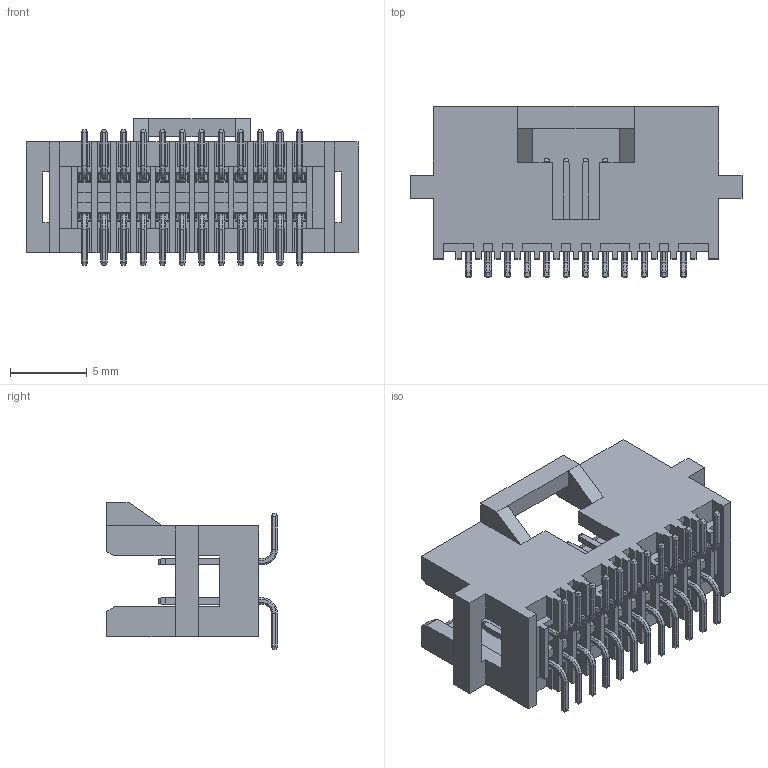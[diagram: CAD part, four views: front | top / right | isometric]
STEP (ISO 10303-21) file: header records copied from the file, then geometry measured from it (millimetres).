
FILE_DESCRIPTION( ('This file contains a STEP AP42 implementation' ,'as created by ZW3D STEP Interface translator.') ,'2;1' );
FILE_NAME( '3144A-XXMXXBK00X1.stp' ,'231123.15 435', (''), ('ZWCAD Software Co.'), 'Version 1.0', 'ZW3D to STEP translator', '' );
FILE_SCHEMA(('AUTOMOTIVE_DESIGN { 1 0 10303 214 1 1 1 1 }'));
Length unit declared in the file: millimetre
Products named in the file (2): 0; 3144A-24MXXBK00T1
Bounding box: 21.57 x 11.1 x 9.5 mm (x, y, z)
Volume: 613.5 mm3; surface area: 1664 mm2
Topology: 1 solids, 1 shells, 1749 faces, 5181 edges, 3356 vertices
Faces by surface type: plane 1413, cylinder 144, bspline 96, cone 96
Entity records: 74328 total; most frequent: CARTESIAN_POINT 33597, ORIENTED_EDGE 10362, EDGE_CURVE 5181, DIRECTION 4883, B_SPLINE_CURVE_WITH_KNOTS 3798, VERTEX_POINT 3356, AXIS2_PLACEMENT_3D 1846, EDGE_LOOP 1773
